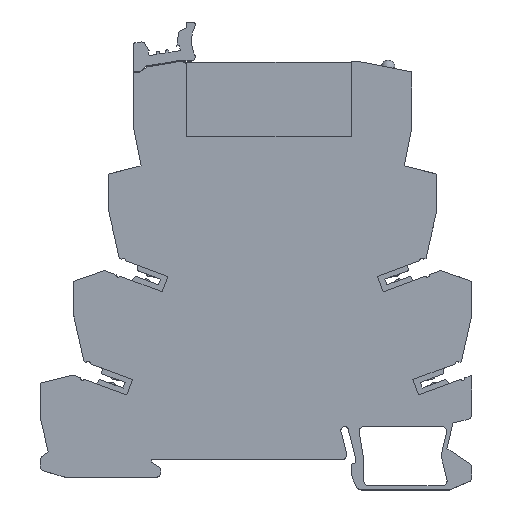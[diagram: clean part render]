
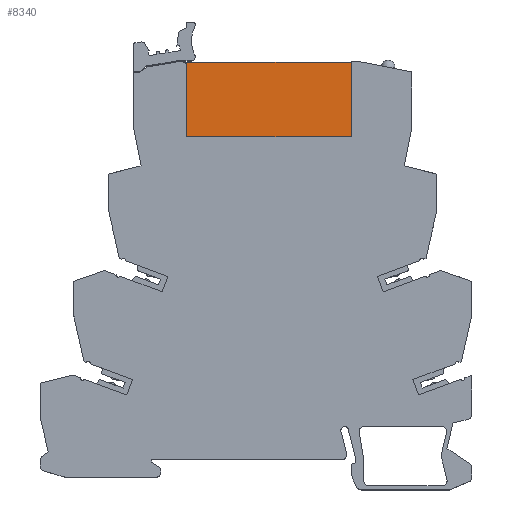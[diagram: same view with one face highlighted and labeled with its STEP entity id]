
A CAD part, top view. The second image highlights one B-rep face of the part: STEP entity #8340.
In plain terms, the highlighted planar face has unit normal (0, 0, 1).
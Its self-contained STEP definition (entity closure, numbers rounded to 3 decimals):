
#1799=DIRECTION('',(0.,1.,0.));
#1800=VECTOR('',#1799,15.);
#1801=CARTESIAN_POINT('',(15.75,32.4,2.475));
#1802=LINE('',#1801,#1800);
#1815=DIRECTION('',(-1.,0.,0.));
#1816=VECTOR('',#1815,32.98);
#1817=CARTESIAN_POINT('',(15.75,32.4,2.475));
#1818=LINE('',#1817,#1816);
#1835=DIRECTION('',(0.,1.,0.));
#1836=VECTOR('',#1835,14.1);
#1837=CARTESIAN_POINT('',(-17.23,32.4,2.475));
#1838=LINE('',#1837,#1836);
#1847=DIRECTION('',(0.,-1.,0.));
#1848=VECTOR('',#1847,0.9);
#1849=CARTESIAN_POINT('',(-17.23,47.4,2.475));
#1850=LINE('',#1849,#1848);
#1851=DIRECTION('',(-1.,0.,0.));
#1852=VECTOR('',#1851,32.98);
#1853=CARTESIAN_POINT('',(15.75,47.4,2.475));
#1854=LINE('',#1853,#1852);
#5606=CARTESIAN_POINT('',(-17.23,47.4,2.475));
#5608=VERTEX_POINT('',#5606);
#5613=CARTESIAN_POINT('',(15.75,32.4,2.475));
#5614=CARTESIAN_POINT('',(15.75,47.4,2.475));
#5615=VERTEX_POINT('',#5613);
#5616=VERTEX_POINT('',#5614);
#5619=CARTESIAN_POINT('',(-17.23,32.4,2.475));
#5620=VERTEX_POINT('',#5619);
#5623=CARTESIAN_POINT('',(-17.23,46.5,2.475));
#5624=VERTEX_POINT('',#5623);
#8327=CARTESIAN_POINT('',(0.,0.,2.475));
#8328=DIRECTION('',(0.,0.,1.));
#8329=DIRECTION('',(1.,0.,0.));
#8330=AXIS2_PLACEMENT_3D('',#8327,#8328,#8329);
#8331=PLANE('',#8330);
#8332=ORIENTED_EDGE('',*,*,#8268,.F.);
#8333=ORIENTED_EDGE('',*,*,#8293,.T.);
#8334=ORIENTED_EDGE('',*,*,#8319,.T.);
#8335=ORIENTED_EDGE('',*,*,#8231,.F.);
#8337=ORIENTED_EDGE('',*,*,#8336,.F.);
#8338=EDGE_LOOP('',(#8332,#8333,#8334,#8335,#8337));
#8339=FACE_OUTER_BOUND('',#8338,.F.);
#8231=EDGE_CURVE('',#5608,#5624,#1850,.T.);
#8268=EDGE_CURVE('',#5615,#5616,#1802,.T.);
#8293=EDGE_CURVE('',#5615,#5620,#1818,.T.);
#8319=EDGE_CURVE('',#5620,#5624,#1838,.T.);
#8336=EDGE_CURVE('',#5616,#5608,#1854,.T.);
#8340=ADVANCED_FACE('',(#8339),#8331,.T.);
